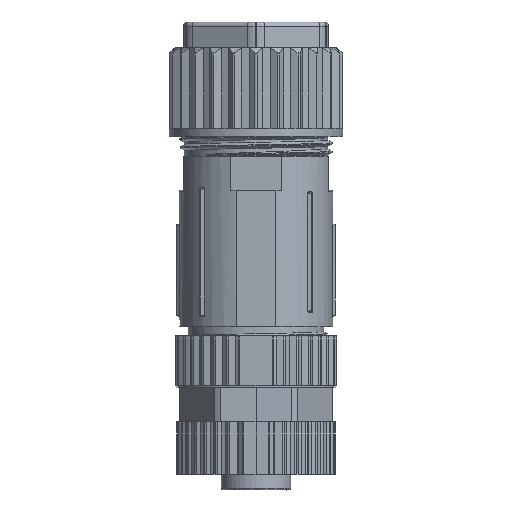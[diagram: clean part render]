
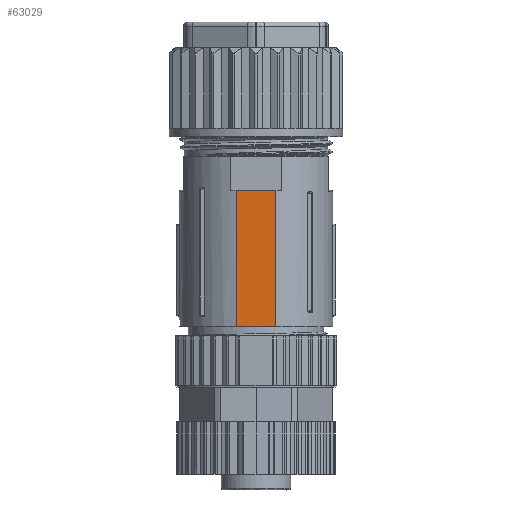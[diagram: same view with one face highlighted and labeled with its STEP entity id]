
A CAD part, front view. The second image highlights one B-rep face of the part: STEP entity #63029.
In plain terms, the highlighted planar face has unit normal (0, -1, 0).
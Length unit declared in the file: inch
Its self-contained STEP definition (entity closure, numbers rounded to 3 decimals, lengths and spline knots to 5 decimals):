
#5337 = CARTESIAN_POINT ( 'NONE',  ( -0.09072, -0.34252, 0.23228 ) ) ;
#7266 = LINE ( 'NONE', #26326, #81424 ) ;
#7403 = CARTESIAN_POINT ( 'NONE',  ( -0.09072, -0.34252, 0.23228 ) ) ;
#8157 = VERTEX_POINT ( 'NONE', #80868 ) ;
#16482 = DIRECTION ( 'NONE',  ( 1., 0., 0. ) ) ;
#17078 = ORIENTED_EDGE ( 'NONE', *, *, #29624, .T. ) ;
#22297 = AXIS2_PLACEMENT_3D ( 'NONE', #7403, #60513, #128820 ) ;
#22636 = CARTESIAN_POINT ( 'NONE',  ( -0.09072, -0.34252, 0.8622 ) ) ;
#22820 = LINE ( 'NONE', #62856, #45280 ) ;
#23834 = EDGE_CURVE ( 'NONE', #39614, #72194, #55188, .T. ) ;
#25509 = EDGE_CURVE ( 'NONE', #60577, #8157, #22820, .T. ) ;
#26326 = CARTESIAN_POINT ( 'NONE',  ( 0., -0.34252, 0.23228 ) ) ;
#28656 = ORIENTED_EDGE ( 'NONE', *, *, #45329, .F. ) ;
#28936 = CARTESIAN_POINT ( 'NONE',  ( -0.09072, -0.34252, 0.23228 ) ) ;
#29624 = EDGE_CURVE ( 'NONE', #39614, #8157, #7266, .T. ) ;
#30315 = FACE_OUTER_BOUND ( 'NONE', #55052, .T. ) ;
#39614 = VERTEX_POINT ( 'NONE', #28936 ) ;
#44694 = DIRECTION ( 'NONE',  ( 0., 0., 1. ) ) ;
#45192 = VECTOR ( 'NONE', #44694, 39.37008 ) ;
#45280 = VECTOR ( 'NONE', #102914, 39.37008 ) ;
#45329 = EDGE_CURVE ( 'NONE', #72194, #60577, #96137, .T. ) ;
#49450 = DIRECTION ( 'NONE',  ( 1., 0., 0. ) ) ;
#55052 = EDGE_LOOP ( 'NONE', ( #17078, #88195, #28656, #124243 ) ) ;
#55188 = LINE ( 'NONE', #5337, #45192 ) ;
#58012 = CARTESIAN_POINT ( 'NONE',  ( -0.09072, -0.34252, 0.8622 ) ) ;
#60513 = DIRECTION ( 'NONE',  ( 0., 1., 0. ) ) ;
#60577 = VERTEX_POINT ( 'NONE', #73334 ) ;
#62856 = CARTESIAN_POINT ( 'NONE',  ( 0.09072, -0.34252, -0.08071 ) ) ;
#63029 = ADVANCED_FACE ( 'NONE', ( #30315 ), #97968, .F. ) ;
#72194 = VERTEX_POINT ( 'NONE', #22636 ) ;
#72276 = VECTOR ( 'NONE', #49450, 39.37008 ) ;
#73334 = CARTESIAN_POINT ( 'NONE',  ( 0.09072, -0.34252, 0.8622 ) ) ;
#80868 = CARTESIAN_POINT ( 'NONE',  ( 0.09072, -0.34252, 0.23228 ) ) ;
#81424 = VECTOR ( 'NONE', #16482, 39.37008 ) ;
#88195 = ORIENTED_EDGE ( 'NONE', *, *, #25509, .F. ) ;
#96137 = LINE ( 'NONE', #58012, #72276 ) ;
#97968 = PLANE ( 'NONE',  #22297 ) ;
#102914 = DIRECTION ( 'NONE',  ( 0., 0., -1. ) ) ;
#124243 = ORIENTED_EDGE ( 'NONE', *, *, #23834, .F. ) ;
#128820 = DIRECTION ( 'NONE',  ( 0., 0., 1. ) ) ;
